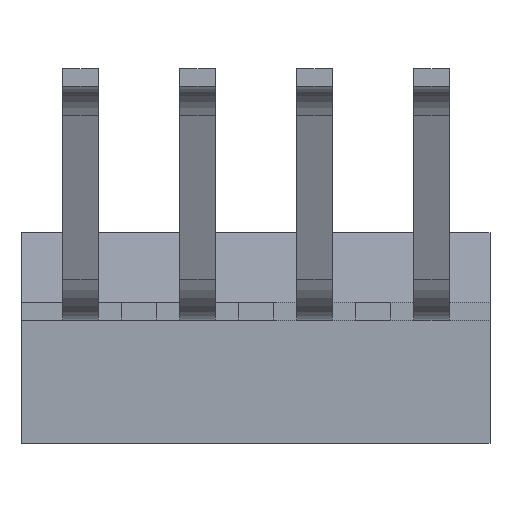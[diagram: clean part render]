
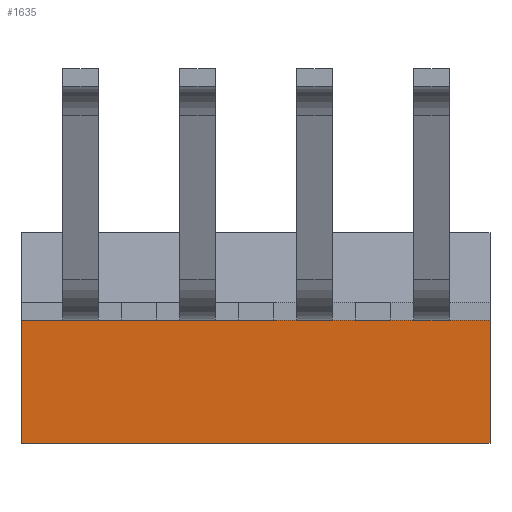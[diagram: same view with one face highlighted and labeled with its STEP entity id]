
A CAD part, front view. The second image highlights one B-rep face of the part: STEP entity #1635.
In plain terms, the highlighted planar face has unit normal (0, -0.999, -0.052).
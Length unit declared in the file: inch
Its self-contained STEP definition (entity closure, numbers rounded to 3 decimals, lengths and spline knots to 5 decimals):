
#33 = CARTESIAN_POINT ( 'NONE',  ( -0.2, 0.21853, -0.113 ) ) ;
#42 = PLANE ( 'NONE',  #602 ) ;
#135 = VERTEX_POINT ( 'NONE', #2321 ) ;
#403 = VERTEX_POINT ( 'NONE', #2694 ) ;
#485 = CARTESIAN_POINT ( 'NONE',  ( 0.2, 0.21853, -0.113 ) ) ;
#558 = EDGE_CURVE ( 'NONE', #403, #1335, #1790, .T. ) ;
#602 = AXIS2_PLACEMENT_3D ( 'NONE', #1000, #753, #2070 ) ;
#606 = DIRECTION ( 'NONE',  ( 0., 0.052, -0.999 ) ) ;
#667 = EDGE_LOOP ( 'NONE', ( #1596, #1579, #3017, #2992 ) ) ;
#753 = DIRECTION ( 'NONE',  ( 0., 0.999, 0.052 ) ) ;
#837 = LINE ( 'NONE', #2693, #2333 ) ;
#992 = EDGE_CURVE ( 'NONE', #1174, #403, #837, .T. ) ;
#1000 = CARTESIAN_POINT ( 'NONE',  ( 0.2, 0.21853, -0.113 ) ) ;
#1118 = LINE ( 'NONE', #2718, #1434 ) ;
#1148 = CARTESIAN_POINT ( 'NONE',  ( -0.2, 0.21853, -0.113 ) ) ;
#1155 = DIRECTION ( 'NONE',  ( 0., 0.052, -0.999 ) ) ;
#1174 = VERTEX_POINT ( 'NONE', #3273 ) ;
#1207 = VECTOR ( 'NONE', #606, 39.37008 ) ;
#1335 = VERTEX_POINT ( 'NONE', #33 ) ;
#1434 = VECTOR ( 'NONE', #2227, 39.37008 ) ;
#1579 = ORIENTED_EDGE ( 'NONE', *, *, #558, .F. ) ;
#1596 = ORIENTED_EDGE ( 'NONE', *, *, #1989, .T. ) ;
#1635 = ADVANCED_FACE ( 'NONE', ( #3220 ), #42, .F. ) ;
#1790 = LINE ( 'NONE', #485, #1869 ) ;
#1869 = VECTOR ( 'NONE', #3075, 39.37008 ) ;
#1979 = LINE ( 'NONE', #1148, #1207 ) ;
#1989 = EDGE_CURVE ( 'NONE', #135, #1335, #1979, .T. ) ;
#2017 = EDGE_CURVE ( 'NONE', #1174, #135, #1118, .T. ) ;
#2070 = DIRECTION ( 'NONE',  ( 0., -0.052, 0.999 ) ) ;
#2227 = DIRECTION ( 'NONE',  ( -1., 0., 0. ) ) ;
#2321 = CARTESIAN_POINT ( 'NONE',  ( -0.2, 0.213, -0.0075 ) ) ;
#2333 = VECTOR ( 'NONE', #1155, 39.37008 ) ;
#2693 = CARTESIAN_POINT ( 'NONE',  ( 0.2, 0.21853, -0.113 ) ) ;
#2694 = CARTESIAN_POINT ( 'NONE',  ( 0.2, 0.21853, -0.113 ) ) ;
#2718 = CARTESIAN_POINT ( 'NONE',  ( 0.2, 0.213, -0.0075 ) ) ;
#2992 = ORIENTED_EDGE ( 'NONE', *, *, #2017, .T. ) ;
#3017 = ORIENTED_EDGE ( 'NONE', *, *, #992, .F. ) ;
#3075 = DIRECTION ( 'NONE',  ( -1., 0., 0. ) ) ;
#3220 = FACE_OUTER_BOUND ( 'NONE', #667, .T. ) ;
#3273 = CARTESIAN_POINT ( 'NONE',  ( 0.2, 0.213, -0.0075 ) ) ;
